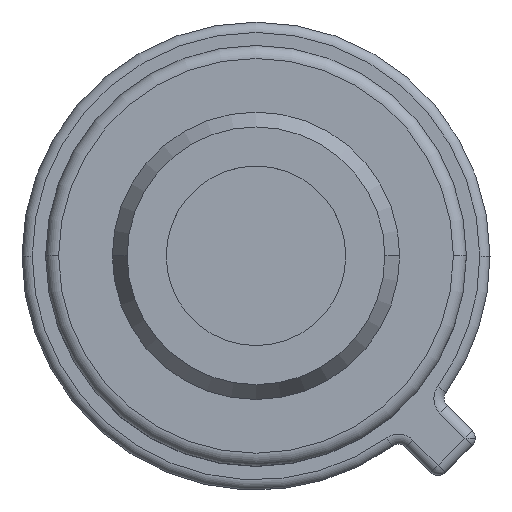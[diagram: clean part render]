
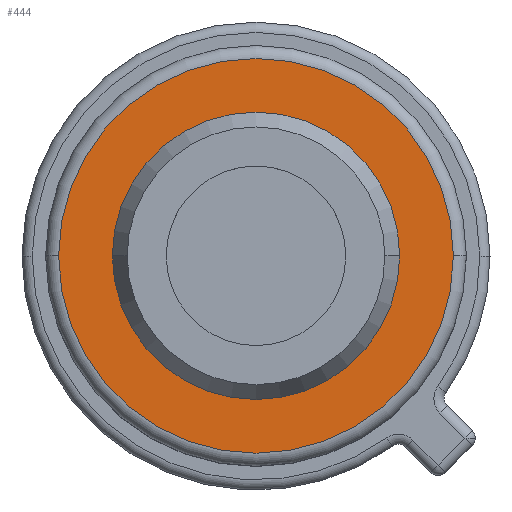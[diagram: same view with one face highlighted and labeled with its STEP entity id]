
A CAD part, top view. The second image highlights one B-rep face of the part: STEP entity #444.
In plain terms, the highlighted planar face has unit normal (0, 0, 1).
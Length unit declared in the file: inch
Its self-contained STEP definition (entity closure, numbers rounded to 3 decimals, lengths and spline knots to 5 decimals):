
#3 = DIRECTION ( 'NONE',  ( 1., 0., 0. ) ) ;
#13 = CARTESIAN_POINT ( 'NONE',  ( -0.11024, 0., 0.13575 ) ) ;
#29 = AXIS2_PLACEMENT_3D ( 'NONE', #468, #111, #3 ) ;
#30 = EDGE_CURVE ( 'NONE', #972, #1032, #516, .T. ) ;
#60 = CARTESIAN_POINT ( 'NONE',  ( 0.15142, 0., 0.13575 ) ) ;
#111 = DIRECTION ( 'NONE',  ( 0., 0., 1. ) ) ;
#116 = DIRECTION ( 'NONE',  ( 1., 0., 0. ) ) ;
#187 = CARTESIAN_POINT ( 'NONE',  ( 0., 0., 0.13575 ) ) ;
#191 = CIRCLE ( 'NONE', #1091, 0.15142 ) ;
#231 = CARTESIAN_POINT ( 'NONE',  ( 0., 0., 0.13575 ) ) ;
#252 = ORIENTED_EDGE ( 'NONE', *, *, #1456, .T. ) ;
#284 = CARTESIAN_POINT ( 'NONE',  ( 0.11024, 0., 0.13575 ) ) ;
#315 = ORIENTED_EDGE ( 'NONE', *, *, #772, .F. ) ;
#444 = ADVANCED_FACE ( 'NONE', ( #961, #858 ), #490, .T. ) ;
#468 = CARTESIAN_POINT ( 'NONE',  ( 0., 0., 0.13575 ) ) ;
#489 = DIRECTION ( 'NONE',  ( 1., 0., 0. ) ) ;
#490 = PLANE ( 'NONE',  #514 ) ;
#514 = AXIS2_PLACEMENT_3D ( 'NONE', #1442, #977, #116 ) ;
#516 = CIRCLE ( 'NONE', #1107, 0.11024 ) ;
#708 = DIRECTION ( 'NONE',  ( 0., 0., 1. ) ) ;
#713 = DIRECTION ( 'NONE',  ( 1., 0., 0. ) ) ;
#772 = EDGE_CURVE ( 'NONE', #1032, #972, #1352, .T. ) ;
#858 = FACE_BOUND ( 'NONE', #1368, .T. ) ;
#862 = EDGE_CURVE ( 'NONE', #1040, #1489, #191, .T. ) ;
#961 = FACE_OUTER_BOUND ( 'NONE', #1282, .T. ) ;
#972 = VERTEX_POINT ( 'NONE', #13 ) ;
#977 = DIRECTION ( 'NONE',  ( 0., 0., 1. ) ) ;
#1032 = VERTEX_POINT ( 'NONE', #284 ) ;
#1040 = VERTEX_POINT ( 'NONE', #60 ) ;
#1084 = CARTESIAN_POINT ( 'NONE',  ( 0., 0., 0.13575 ) ) ;
#1089 = DIRECTION ( 'NONE',  ( 0., 0., 1. ) ) ;
#1091 = AXIS2_PLACEMENT_3D ( 'NONE', #187, #1535, #713 ) ;
#1107 = AXIS2_PLACEMENT_3D ( 'NONE', #231, #1089, #489 ) ;
#1183 = ORIENTED_EDGE ( 'NONE', *, *, #30, .F. ) ;
#1282 = EDGE_LOOP ( 'NONE', ( #1430, #252 ) ) ;
#1323 = CARTESIAN_POINT ( 'NONE',  ( -0.15142, 0., 0.13575 ) ) ;
#1352 = CIRCLE ( 'NONE', #1455, 0.11024 ) ;
#1368 = EDGE_LOOP ( 'NONE', ( #1183, #315 ) ) ;
#1412 = CIRCLE ( 'NONE', #29, 0.15142 ) ;
#1430 = ORIENTED_EDGE ( 'NONE', *, *, #862, .T. ) ;
#1442 = CARTESIAN_POINT ( 'NONE',  ( 0., 0., 0.13575 ) ) ;
#1455 = AXIS2_PLACEMENT_3D ( 'NONE', #1084, #708, #1570 ) ;
#1456 = EDGE_CURVE ( 'NONE', #1489, #1040, #1412, .T. ) ;
#1489 = VERTEX_POINT ( 'NONE', #1323 ) ;
#1535 = DIRECTION ( 'NONE',  ( 0., 0., 1. ) ) ;
#1570 = DIRECTION ( 'NONE',  ( 1., 0., 0. ) ) ;
